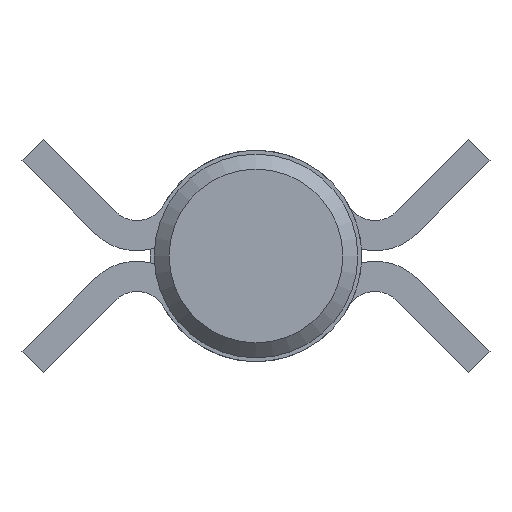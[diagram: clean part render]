
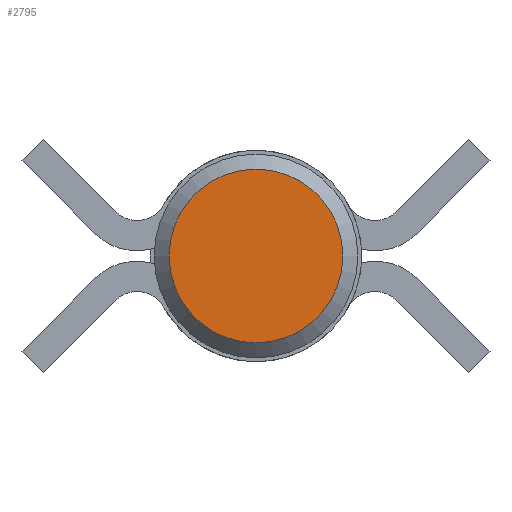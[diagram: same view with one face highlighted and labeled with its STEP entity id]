
A CAD part, front view. The second image highlights one B-rep face of the part: STEP entity #2795.
In plain terms, the highlighted planar face has unit normal (0, -1, 0).
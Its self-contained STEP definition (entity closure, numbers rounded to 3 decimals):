
#975 = AXIS2_PLACEMENT_3D ( 'NONE', #7696, #6009, #8493 ) ;
#1266 = DIRECTION ( 'NONE',  ( 0., -1., 0. ) ) ;
#1358 = EDGE_LOOP ( 'NONE', ( #7565 ) ) ;
#2122 = VERTEX_POINT ( 'NONE', #3376 ) ;
#2795 = ADVANCED_FACE ( 'NONE', ( #5038 ), #9330, .F. ) ;
#3376 = CARTESIAN_POINT ( 'NONE',  ( 0., -92.5, 11.5 ) ) ;
#5038 = FACE_OUTER_BOUND ( 'NONE', #1358, .T. ) ;
#5505 = CARTESIAN_POINT ( 'NONE',  ( 0., -92.5, 0. ) ) ;
#5591 = DIRECTION ( 'NONE',  ( 0., 0., 1. ) ) ;
#5904 = CIRCLE ( 'NONE', #8638, 11.5 ) ;
#6009 = DIRECTION ( 'NONE',  ( 0., 1., 0. ) ) ;
#7336 = EDGE_CURVE ( 'NONE', #2122, #2122, #5904, .T. ) ;
#7565 = ORIENTED_EDGE ( 'NONE', *, *, #7336, .T. ) ;
#7696 = CARTESIAN_POINT ( 'NONE',  ( 0., -92.5, 0. ) ) ;
#8493 = DIRECTION ( 'NONE',  ( 0., 0., 1. ) ) ;
#8638 = AXIS2_PLACEMENT_3D ( 'NONE', #5505, #1266, #5591 ) ;
#9330 = PLANE ( 'NONE',  #975 ) ;
